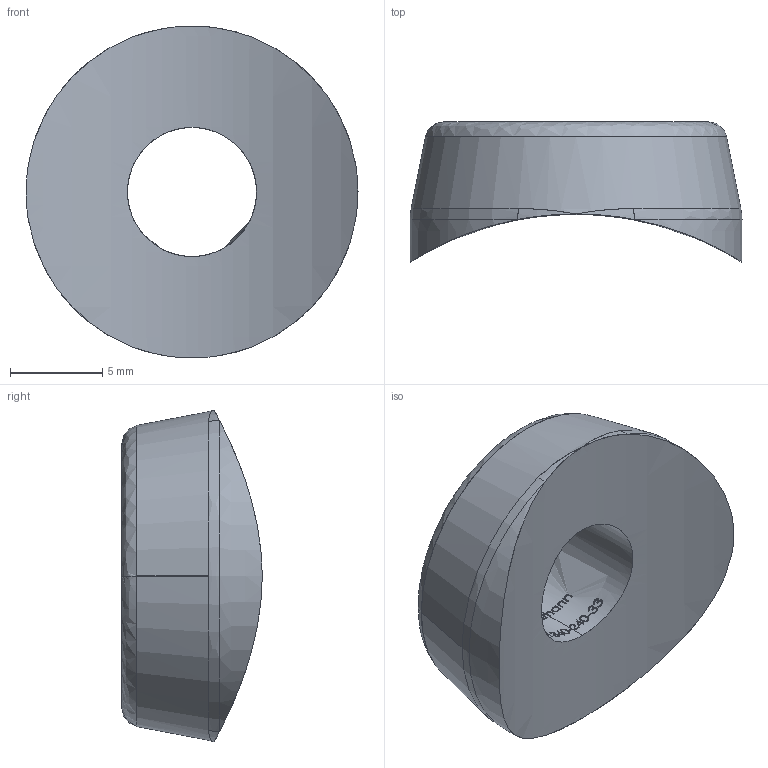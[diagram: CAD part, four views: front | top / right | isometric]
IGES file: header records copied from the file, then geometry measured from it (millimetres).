
Start section: SolidWorks IGES file using analytic representation for surfaces
Global section: file name: 51340-240-33.igs; native system: SolidWorks 2018; preprocessor: SolidWorks 2018; author: Christian; date: 211222.134655; units: millimetre
Bounding box: 18 x 7.6 x 18 mm (x, y, z)
Surface area: 837.8 mm2 (no closed solid volume)
Topology: 0 solids, 0 shells, 281 faces, 3293 edges, 3289 vertices
Faces by surface type: bspline 247, revolution 34
